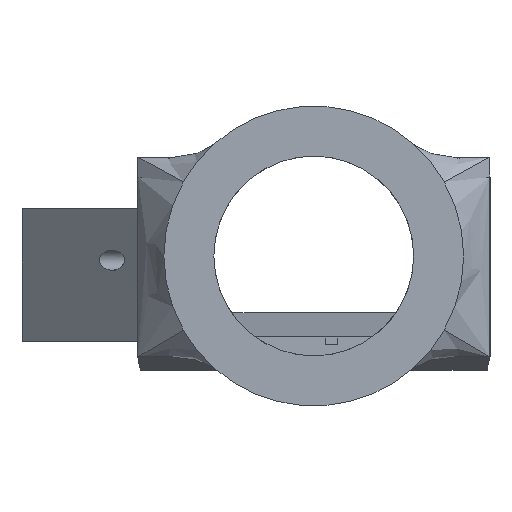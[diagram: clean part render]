
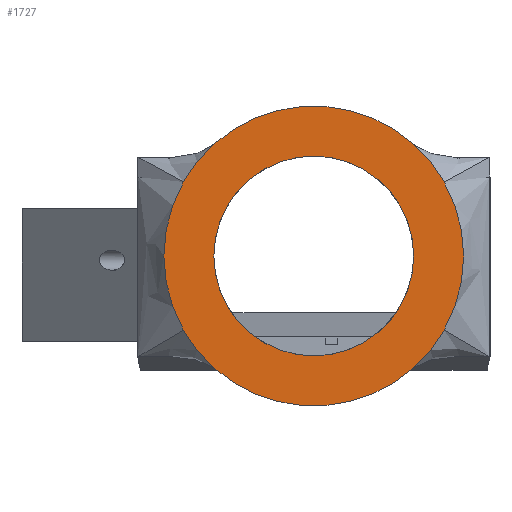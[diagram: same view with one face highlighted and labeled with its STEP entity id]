
A CAD part, front view. The second image highlights one B-rep face of the part: STEP entity #1727.
In plain terms, the highlighted planar face has unit normal (0, -1, 0).
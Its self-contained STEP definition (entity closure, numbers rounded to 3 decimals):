
#25=FACE_BOUND('',#272,.T.);
#95=PLANE('',#1848);
#179=FACE_OUTER_BOUND('',#271,.T.);
#271=EDGE_LOOP('',(#1581,#1582,#1583,#1584));
#272=EDGE_LOOP('',(#1585));
#746=CIRCLE('',#1801,25.);
#750=CIRCLE('',#1807,37.5);
#755=CIRCLE('',#1849,37.5);
#756=CIRCLE('',#1850,37.5);
#757=CIRCLE('',#1851,37.5);
#837=VERTEX_POINT('',#2511);
#847=VERTEX_POINT('',#2604);
#848=VERTEX_POINT('',#2606);
#910=VERTEX_POINT('',#2813);
#911=VERTEX_POINT('',#2815);
#1022=EDGE_CURVE('',#837,#837,#746,.T.);
#1037=EDGE_CURVE('',#847,#848,#750,.T.);
#1145=EDGE_CURVE('',#910,#847,#755,.T.);
#1146=EDGE_CURVE('',#911,#910,#756,.T.);
#1147=EDGE_CURVE('',#848,#911,#757,.T.);
#1581=ORIENTED_EDGE('',*,*,#1145,.F.);
#1582=ORIENTED_EDGE('',*,*,#1146,.F.);
#1583=ORIENTED_EDGE('',*,*,#1147,.F.);
#1584=ORIENTED_EDGE('',*,*,#1037,.F.);
#1585=ORIENTED_EDGE('',*,*,#1022,.T.);
#1727=ADVANCED_FACE('',(#179,#25),#95,.F.);
#1801=AXIS2_PLACEMENT_3D('',#2512,#2044,#2045);
#1807=AXIS2_PLACEMENT_3D('',#2607,#2066,#2067);
#1848=AXIS2_PLACEMENT_3D('',#2812,#2251,#2252);
#1849=AXIS2_PLACEMENT_3D('',#2814,#2253,#2254);
#1850=AXIS2_PLACEMENT_3D('',#2816,#2255,#2256);
#1851=AXIS2_PLACEMENT_3D('',#2817,#2257,#2258);
#2044=DIRECTION('center_axis',(0.,1.,0.));
#2045=DIRECTION('ref_axis',(1.,0.,0.));
#2066=DIRECTION('center_axis',(0.,1.,0.));
#2067=DIRECTION('ref_axis',(-1.,0.,0.));
#2251=DIRECTION('center_axis',(0.,1.,0.));
#2252=DIRECTION('ref_axis',(0.,0.,1.));
#2253=DIRECTION('center_axis',(0.,1.,0.));
#2254=DIRECTION('ref_axis',(-1.,0.,0.));
#2255=DIRECTION('center_axis',(0.,1.,0.));
#2256=DIRECTION('ref_axis',(-1.,0.,0.));
#2257=DIRECTION('center_axis',(0.,1.,0.));
#2258=DIRECTION('ref_axis',(-1.,0.,0.));
#2511=CARTESIAN_POINT('',(-25.,-77.,25.254));
#2512=CARTESIAN_POINT('Origin',(0.,-77.,25.254));
#2604=CARTESIAN_POINT('',(-32.605,-77.,43.779));
#2606=CARTESIAN_POINT('',(32.605,-77.,43.779));
#2607=CARTESIAN_POINT('Origin',(0.,-77.,25.254));
#2812=CARTESIAN_POINT('Origin',(0.,-77.,25.254));
#2813=CARTESIAN_POINT('',(-32.605,-77.,6.729));
#2814=CARTESIAN_POINT('Origin',(0.,-77.,25.254));
#2815=CARTESIAN_POINT('',(32.605,-77.,6.729));
#2816=CARTESIAN_POINT('Origin',(0.,-77.,25.254));
#2817=CARTESIAN_POINT('Origin',(0.,-77.,25.254));
